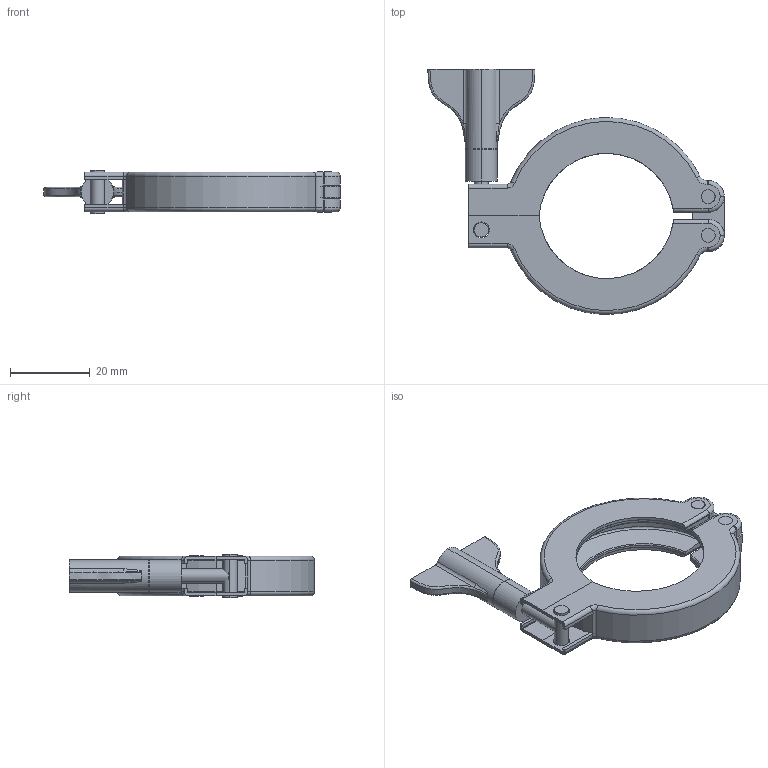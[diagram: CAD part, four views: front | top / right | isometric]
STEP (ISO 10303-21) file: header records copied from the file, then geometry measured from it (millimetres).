
FILE_DESCRIPTION (( 'STEP AP203' ), '1' );
FILE_NAME ('3D_R785_168408180.STEP', '2024-08-13T06:44:18', ( '' ), ( '' ), 'SwSTEP 2.0', 'SolidWorks 2024', '' );
FILE_SCHEMA (( 'CONFIG_CONTROL_DESIGN' ));
Length unit declared in the file: millimetre
Products named in the file (3): 3D_R785_168408180; R785; R785_02
Assembly tree (2 placements, depth 2):
  3D_R785_168408180
    R785
    R785_02
Bounding box: 74.38 x 61.49 x 11 mm (x, y, z)
Volume: 9891.5 mm3; surface area: 16075.9 mm2
Topology: 9 solids, 9 shells, 252 faces, 627 edges, 396 vertices
Faces by surface type: cylinder 95, plane 88, torus 52, bspline 13, cone 4
Entity records: 8785 total; most frequent: CARTESIAN_POINT 2411, DIRECTION 1330, ORIENTED_EDGE 1254, EDGE_CURVE 627, AXIS2_PLACEMENT_3D 534, VERTEX_POINT 396, CIRCLE 290, EDGE_LOOP 271
